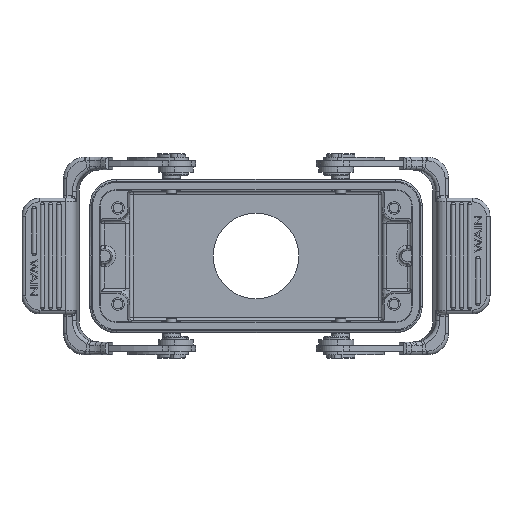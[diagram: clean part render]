
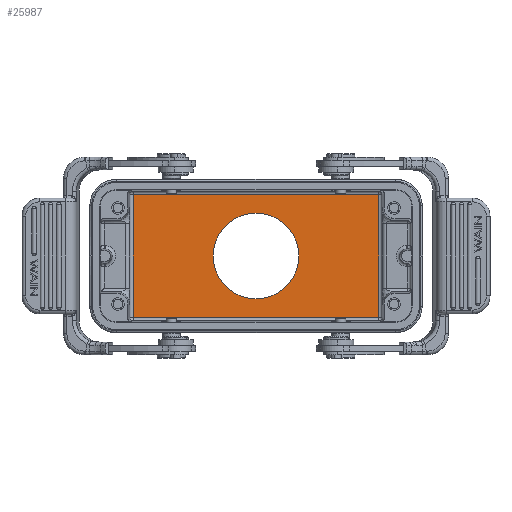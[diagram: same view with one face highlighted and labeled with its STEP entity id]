
A CAD part, front view. The second image highlights one B-rep face of the part: STEP entity #25987.
In plain terms, the highlighted planar face has unit normal (0, -1, 0).
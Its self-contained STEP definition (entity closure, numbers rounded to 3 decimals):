
#1097=CARTESIAN_POINT('',(0.,43.,0.));
#1098=DIRECTION('',(0.,-1.,0.));
#1099=DIRECTION('',(-1.,0.,0.));
#1100=AXIS2_PLACEMENT_3D('',#1097,#1098,#1099);
#1102=CARTESIAN_POINT('',(0.,43.,0.));
#1103=DIRECTION('',(0.,-1.,0.));
#1104=DIRECTION('',(1.,0.,0.));
#1105=AXIS2_PLACEMENT_3D('',#1102,#1103,#1104);
#1111=DIRECTION('',(-1.,0.,0.));
#1112=VECTOR('',#1111,68.89);
#1113=CARTESIAN_POINT('',(34.445,43.,17.222));
#1114=LINE('',#1113,#1112);
#1188=DIRECTION('',(0.,0.,-1.));
#1189=VECTOR('',#1188,34.445);
#1190=CARTESIAN_POINT('',(-34.445,43.,17.222));
#1191=LINE('',#1190,#1189);
#1211=DIRECTION('',(1.,0.,0.));
#1212=VECTOR('',#1211,68.89);
#1213=CARTESIAN_POINT('',(-34.445,43.,-17.222));
#1214=LINE('',#1213,#1212);
#1238=DIRECTION('',(0.,0.,1.));
#1239=VECTOR('',#1238,34.445);
#1240=CARTESIAN_POINT('',(34.445,43.,-17.222));
#1241=LINE('',#1240,#1239);
#20069=CARTESIAN_POINT('',(-12.,43.,0.));
#20070=VERTEX_POINT('',#20069);
#20071=CARTESIAN_POINT('',(12.,43.,0.));
#20072=VERTEX_POINT('',#20071);
#20073=CARTESIAN_POINT('',(34.445,43.,17.222));
#20074=CARTESIAN_POINT('',(-34.445,43.,17.222));
#20075=VERTEX_POINT('',#20073);
#20076=VERTEX_POINT('',#20074);
#20077=CARTESIAN_POINT('',(34.445,43.,-17.222));
#20078=VERTEX_POINT('',#20077);
#20079=CARTESIAN_POINT('',(-34.445,43.,-17.222));
#20080=VERTEX_POINT('',#20079);
#25968=CARTESIAN_POINT('',(45.5,43.,-21.5));
#25969=DIRECTION('',(0.,1.,0.));
#25970=DIRECTION('',(1.,0.,0.));
#25971=AXIS2_PLACEMENT_3D('',#25968,#25969,#25970);
#25972=PLANE('',#25971);
#25974=ORIENTED_EDGE('',*,*,#25973,.F.);
#25976=ORIENTED_EDGE('',*,*,#25975,.F.);
#25978=ORIENTED_EDGE('',*,*,#25977,.F.);
#25980=ORIENTED_EDGE('',*,*,#25979,.F.);
#25981=EDGE_LOOP('',(#25974,#25976,#25978,#25980));
#25982=FACE_OUTER_BOUND('',#25981,.F.);
#25983=ORIENTED_EDGE('',*,*,#25961,.T.);
#25984=ORIENTED_EDGE('',*,*,#25947,.T.);
#25985=EDGE_LOOP('',(#25983,#25984));
#25986=FACE_BOUND('',#25985,.F.);
#25987=ADVANCED_FACE('',(#25982,#25986),#25972,.F.);
#1101=CIRCLE('',#1100,12.);
#1106=CIRCLE('',#1105,12.);
#25947=EDGE_CURVE('',#20072,#20070,#1106,.T.);
#25961=EDGE_CURVE('',#20070,#20072,#1101,.T.);
#25973=EDGE_CURVE('',#20075,#20076,#1114,.T.);
#25975=EDGE_CURVE('',#20078,#20075,#1241,.T.);
#25977=EDGE_CURVE('',#20080,#20078,#1214,.T.);
#25979=EDGE_CURVE('',#20076,#20080,#1191,.T.);
